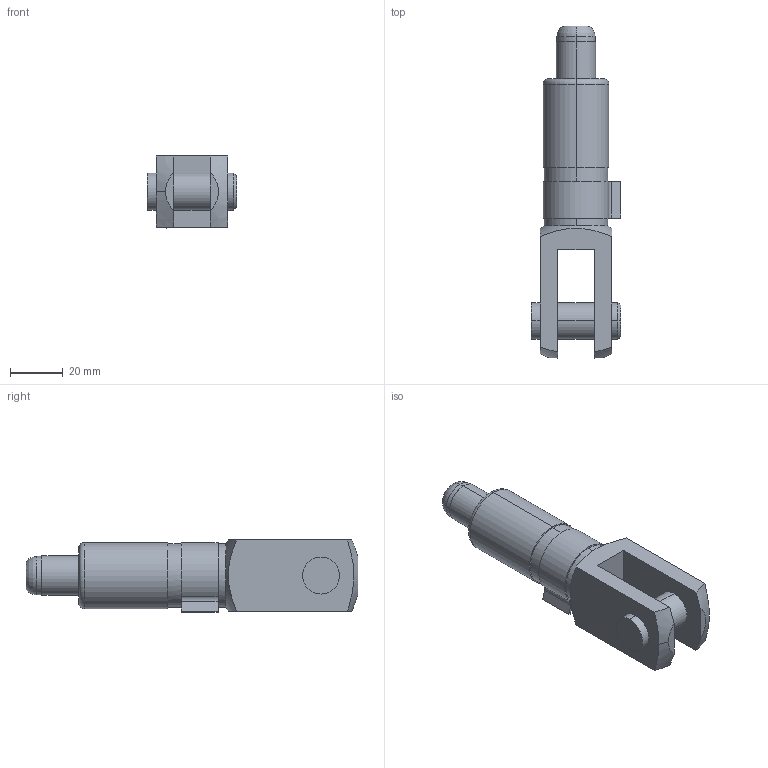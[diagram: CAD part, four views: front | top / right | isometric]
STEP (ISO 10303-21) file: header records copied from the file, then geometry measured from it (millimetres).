
FILE_DESCRIPTION (( 'STEP AP203' ), '1' );
FILE_NAME ('T37652.STEP', '2018-07-20T15:24:12', ( '' ), ( '' ), 'SwSTEP 2.0', 'SolidWorks 2016', '' );
FILE_SCHEMA (( 'CONFIG_CONTROL_DESIGN' ));
Length unit declared in the file: millimetre
Products named in the file (1): T37652
Bounding box: 33.75 x 125.75 x 27.3 mm (x, y, z)
Volume: 51103.1 mm3; surface area: 14994.9 mm2
Topology: 1 solids, 1 shells, 59 faces, 144 edges, 94 vertices
Faces by surface type: plane 25, cylinder 23, cone 7, torus 4
Entity records: 1959 total; most frequent: CARTESIAN_POINT 455, DIRECTION 312, ORIENTED_EDGE 288, EDGE_CURVE 144, AXIS2_PLACEMENT_3D 125, VERTEX_POINT 94, EDGE_LOOP 68, CIRCLE 65
